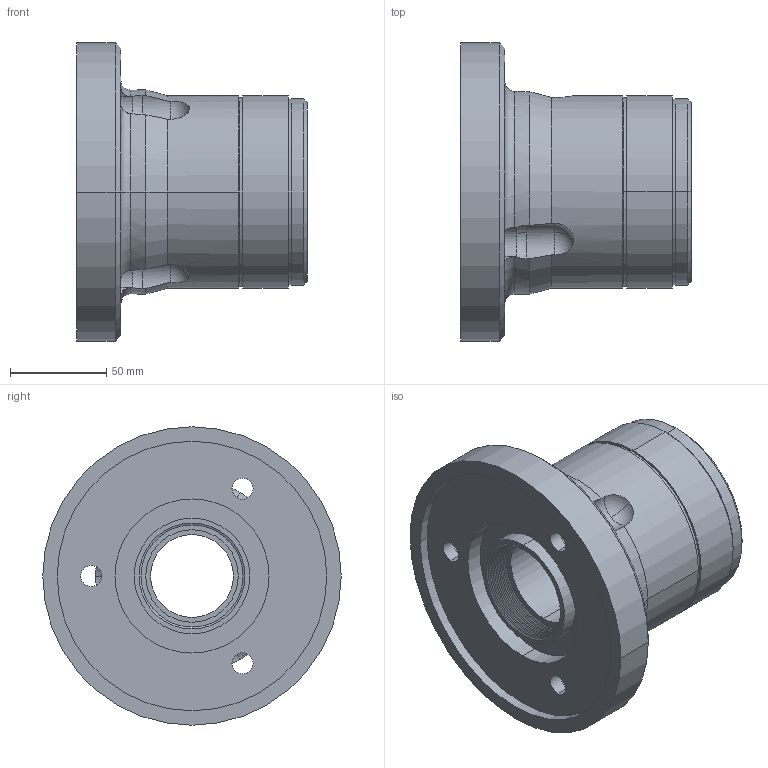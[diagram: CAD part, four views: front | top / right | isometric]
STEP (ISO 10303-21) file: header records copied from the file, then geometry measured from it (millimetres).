
FILE_DESCRIPTION (( 'STEP AP203' ), '1' );
FILE_NAME ('CF-CL-36²Õ¦X¥ó.STEP', '2018-05-08T08:55:36', ( '' ), ( '' ), 'SwSTEP 2.0', 'SolidWorks 2016', '' );
FILE_SCHEMA (( 'CONFIG_CONTROL_DESIGN' ));
Length unit declared in the file: metre
Products named in the file (4): CF-CL-36組合件; CF-CL-36內部; CF-CL-36筒夾前蓋; CF-CL-42筒夾本體
Assembly tree (3 placements, depth 2):
  CF-CL-36組合件
    CF-CL-42筒夾本體
    CF-CL-36內部
    CF-CL-36筒夾前蓋
Bounding box: 119.87 x 155 x 155 mm (x, y, z)
Volume: 836934 mm3; surface area: 170168.7 mm2
Topology: 3 solids, 3 shells, 194 faces, 430 edges, 252 vertices
Faces by surface type: cylinder 81, cone 70, plane 27, sphere 12, torus 4
Entity records: 5992 total; most frequent: CARTESIAN_POINT 1186, DIRECTION 1020, ORIENTED_EDGE 852, EDGE_CURVE 426, AXIS2_PLACEMENT_3D 424, VERTEX_POINT 252, CIRCLE 224, EDGE_LOOP 220
